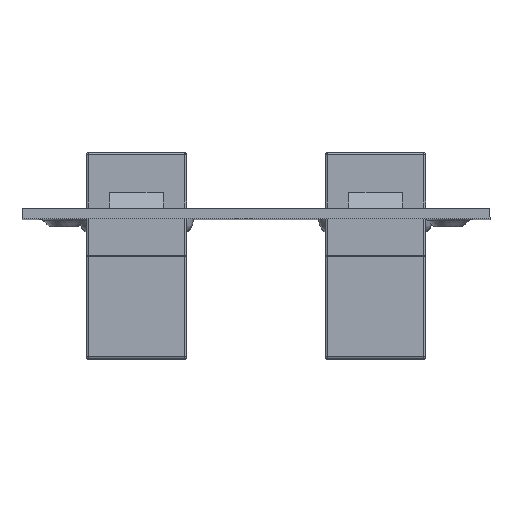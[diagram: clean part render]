
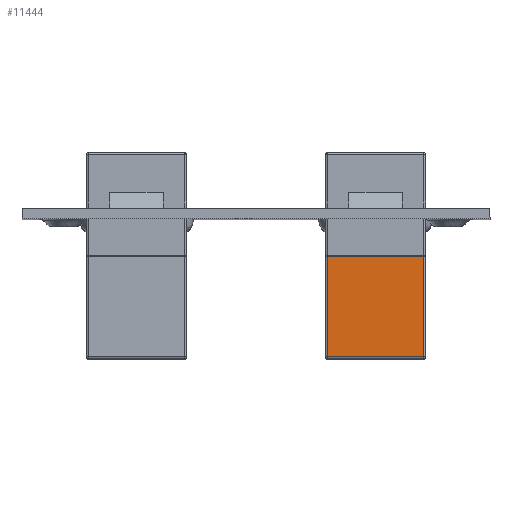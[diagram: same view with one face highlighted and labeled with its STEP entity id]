
A CAD part, top view. The second image highlights one B-rep face of the part: STEP entity #11444.
In plain terms, the highlighted face is planar.
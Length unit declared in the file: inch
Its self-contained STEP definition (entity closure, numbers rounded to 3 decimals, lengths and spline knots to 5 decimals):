
#199 = DIRECTION ( 'NONE',  ( -1., 0., 0. ) ) ;
#486 = VECTOR ( 'NONE', #3017, 39.37008 ) ;
#749 = EDGE_CURVE ( 'NONE', #3082, #15335, #8201, .T. ) ;
#811 = EDGE_CURVE ( 'NONE', #3082, #4377, #14660, .T. ) ;
#1505 = VECTOR ( 'NONE', #3083, 39.37008 ) ;
#1927 = VECTOR ( 'NONE', #6725, 39.37008 ) ;
#2436 = EDGE_CURVE ( 'NONE', #4377, #6721, #11857, .T. ) ;
#2975 = DIRECTION ( 'NONE',  ( 1., 0., 0. ) ) ;
#3017 = DIRECTION ( 'NONE',  ( 0., -1., 0. ) ) ;
#3082 = VERTEX_POINT ( 'NONE', #14930 ) ;
#3083 = DIRECTION ( 'NONE',  ( 0., 1., 0. ) ) ;
#3224 = ORIENTED_EDGE ( 'NONE', *, *, #11502, .T. ) ;
#3959 = AXIS2_PLACEMENT_3D ( 'NONE', #15858, #10766, #2975 ) ;
#4377 = VERTEX_POINT ( 'NONE', #15749 ) ;
#4649 = CARTESIAN_POINT ( 'NONE',  ( 0.27559, 0.59055, -0.31693 ) ) ;
#5345 = CARTESIAN_POINT ( 'NONE',  ( -0.2874, -0.00197, -0.31693 ) ) ;
#5747 = FACE_OUTER_BOUND ( 'NONE', #7475, .T. ) ;
#5867 = ORIENTED_EDGE ( 'NONE', *, *, #811, .T. ) ;
#6721 = VERTEX_POINT ( 'NONE', #13050 ) ;
#6725 = DIRECTION ( 'NONE',  ( -1., 0., 0. ) ) ;
#7475 = EDGE_LOOP ( 'NONE', ( #15770, #5867, #16185, #3224 ) ) ;
#7796 = VECTOR ( 'NONE', #199, 39.37008 ) ;
#8201 = LINE ( 'NONE', #5345, #7796 ) ;
#8206 = CARTESIAN_POINT ( 'NONE',  ( -0.2874, -0.57874, -0.31693 ) ) ;
#10766 = DIRECTION ( 'NONE',  ( 0., 0., 1. ) ) ;
#11370 = CARTESIAN_POINT ( 'NONE',  ( -0.27559, -0.00197, -0.31693 ) ) ;
#11444 = ADVANCED_FACE ( 'NONE', ( #5747 ), #15748, .F. ) ;
#11502 = EDGE_CURVE ( 'NONE', #6721, #15335, #15241, .T. ) ;
#11857 = LINE ( 'NONE', #8206, #1927 ) ;
#13050 = CARTESIAN_POINT ( 'NONE',  ( -0.27559, -0.57874, -0.31693 ) ) ;
#13398 = CARTESIAN_POINT ( 'NONE',  ( -0.27559, 0.59055, -0.31693 ) ) ;
#14660 = LINE ( 'NONE', #4649, #486 ) ;
#14930 = CARTESIAN_POINT ( 'NONE',  ( 0.27559, -0.00197, -0.31693 ) ) ;
#15241 = LINE ( 'NONE', #13398, #1505 ) ;
#15335 = VERTEX_POINT ( 'NONE', #11370 ) ;
#15748 = PLANE ( 'NONE',  #3959 ) ;
#15749 = CARTESIAN_POINT ( 'NONE',  ( 0.27559, -0.57874, -0.31693 ) ) ;
#15770 = ORIENTED_EDGE ( 'NONE', *, *, #749, .F. ) ;
#15858 = CARTESIAN_POINT ( 'NONE',  ( -0.2874, 0.59055, -0.31693 ) ) ;
#16185 = ORIENTED_EDGE ( 'NONE', *, *, #2436, .T. ) ;
